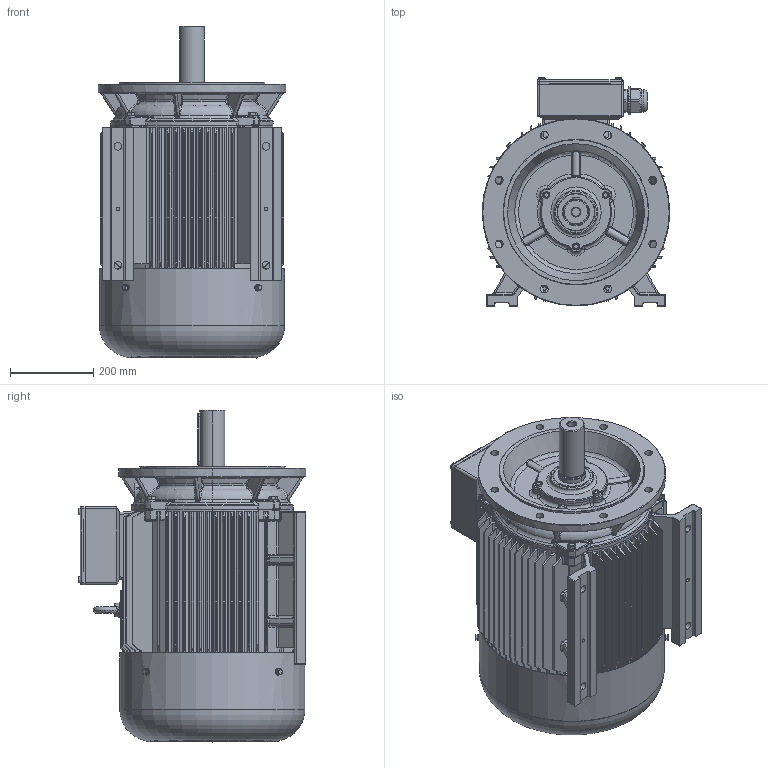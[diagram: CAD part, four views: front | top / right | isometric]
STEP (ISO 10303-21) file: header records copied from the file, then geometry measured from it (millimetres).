
FILE_DESCRIPTION(/* description */ (''),/* implementation_level */ '2;1');
FILE_NAME(/* name */ 'JM3-225S-4.8-B35.stp',/* time_stamp */ '2016-07-02T13:16:00+08:00',/* author */ (''),/* organization */ (''),/* preprocessor_version */ 'ST-DEVELOPER v15',/* originating_system */ 'SIEMENS PLM Software NX 8.5',/* authorisation */ '');
FILE_SCHEMA (('AUTOMOTIVE_DESIGN { 1 0 10303 214 3 1 1 1 }'));
Products named in the file (1): pc08107077o1sm
Bounding box: 450 x 547.8 x 797.99 mm (x, y, z)
Volume: 21090243.6 mm3; surface area: 4961187.7 mm2
Topology: 56 solids, 56 shells, 5057 faces, 13632 edges, 8821 vertices
Faces by surface type: plane 3053, cylinder 1003, bspline 519, torus 241, cone 204, sphere 37
Full cylindrical faces by diameter (mm): 7.188 x4, 8 x8, 8.4 x4, 9.026 x6, 10 x6, 10.863 x8, 11.2 x6, 11.5 x1, 12 x17, 12.6 x8, 16 x4, 19 x8, 20 x1, 34.375 x2, 40.625 x4, 48.438 x12, 50 x4, 51.562 x12, 53.906 x2, 55 x1, 58 x3, 65 x4, 66.406 x2, 78 x2, 85 x2, 90 x2, 105 x2, 130 x2, 140 x3, 230 x1
Entity records: 198625 total; most frequent: CARTESIAN_POINT 63915, ORIENTED_EDGE 26408, DIRECTION 23089, EDGE_CURVE 13204, LINE 8733, VECTOR 8733, VERTEX_POINT 8699, AXIS2_PLACEMENT_3D 7178
